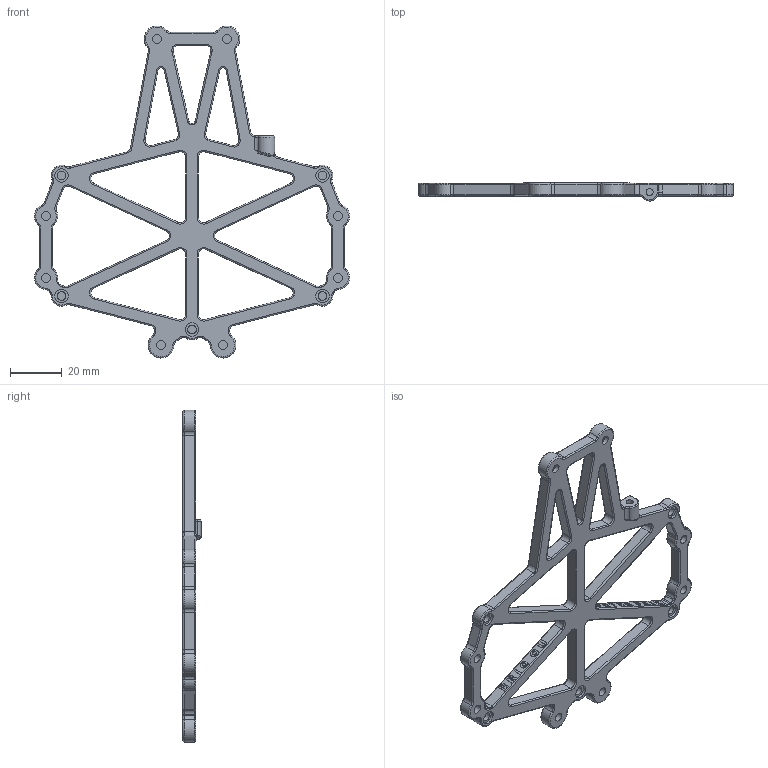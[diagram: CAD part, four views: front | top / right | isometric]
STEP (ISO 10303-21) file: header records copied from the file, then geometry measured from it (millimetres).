
FILE_DESCRIPTION(/* description */ (''),/* implementation_level */ '2;1');
FILE_NAME(/* name */ 'v2chassis.stp',/* time_stamp */ '2024-01-14T20:59:53-06:00',/* author */ ('Eric'),/* organization */ (''),/* preprocessor_version */ 'ST-DEVELOPER v20',/* originating_system */ 'Autodesk Inventor 2024',/* authorisation */ '');
FILE_SCHEMA (('AUTOMOTIVE_DESIGN { 1 0 10303 214 3 1 1 }'));
Length unit declared in the file: millimetre
Products named in the file (1): v2chassis
Bounding box: 122 x 6.99 x 128.5 mm (x, y, z)
Volume: 20430.5 mm3; surface area: 15850.3 mm2
Topology: 1 solids, 1 shells, 747 faces, 1795 edges, 1100 vertices
Faces by surface type: plane 298, cylinder 210, torus 175, bspline 63, sphere 1
Full cylindrical faces by diameter (mm): 2.75 x1, 3.4 x13, 5.25 x7
Entity records: 22264 total; most frequent: CARTESIAN_POINT 4735, DIRECTION 3724, ORIENTED_EDGE 3586, EDGE_CURVE 1793, AXIS2_PLACEMENT_3D 1366, VERTEX_POINT 1100, LINE 992, VECTOR 992
